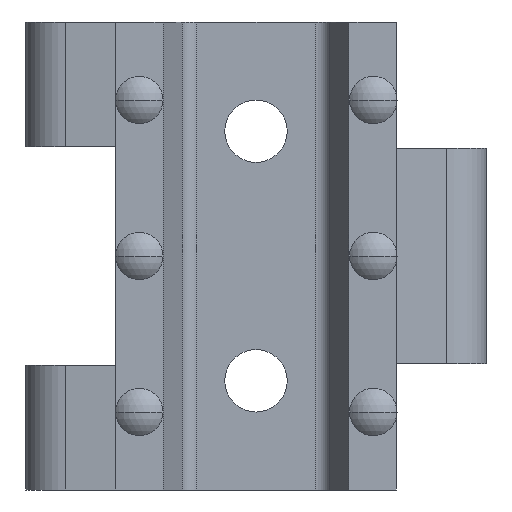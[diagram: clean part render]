
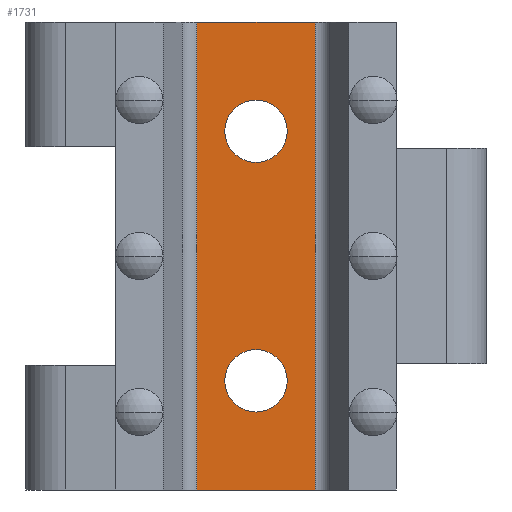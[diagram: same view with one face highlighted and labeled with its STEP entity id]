
A CAD part, front view. The second image highlights one B-rep face of the part: STEP entity #1731.
In plain terms, the highlighted planar face has unit normal (0, -1, 0).
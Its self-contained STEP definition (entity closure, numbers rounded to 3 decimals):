
#71 = CARTESIAN_POINT ( 'NONE',  ( 0., 1., -10. ) ) ;
#196 = VERTEX_POINT ( 'NONE', #1194 ) ;
#217 = DIRECTION ( 'NONE',  ( 0., 0., 1. ) ) ;
#249 = VECTOR ( 'NONE', #4718, 1000. ) ;
#282 = ORIENTED_EDGE ( 'NONE', *, *, #4465, .T. ) ;
#288 = CIRCLE ( 'NONE', #2113, 2. ) ;
#325 = ORIENTED_EDGE ( 'NONE', *, *, #2915, .T. ) ;
#420 = CARTESIAN_POINT ( 'NONE',  ( 3.8, 1., 15. ) ) ;
#500 = VECTOR ( 'NONE', #2634, 1000. ) ;
#539 = ORIENTED_EDGE ( 'NONE', *, *, #3188, .F. ) ;
#677 = VERTEX_POINT ( 'NONE', #3482 ) ;
#727 = ORIENTED_EDGE ( 'NONE', *, *, #1823, .F. ) ;
#1062 = CARTESIAN_POINT ( 'NONE',  ( 3.8, 1., 15. ) ) ;
#1184 = CARTESIAN_POINT ( 'NONE',  ( 3.8, 1., -15. ) ) ;
#1194 = CARTESIAN_POINT ( 'NONE',  ( -3.8, 1., -15. ) ) ;
#1229 = AXIS2_PLACEMENT_3D ( 'NONE', #5467, #2857, #217 ) ;
#1492 = LINE ( 'NONE', #2403, #4846 ) ;
#1690 = EDGE_CURVE ( 'NONE', #3664, #196, #3745, .T. ) ;
#1731 = ADVANCED_FACE ( 'NONE', ( #4088, #5256, #1907 ), #2554, .F. ) ;
#1747 = CIRCLE ( 'NONE', #1229, 2. ) ;
#1823 = EDGE_CURVE ( 'NONE', #4721, #196, #1492, .T. ) ;
#1907 = FACE_OUTER_BOUND ( 'NONE', #5485, .T. ) ;
#1933 = CARTESIAN_POINT ( 'NONE',  ( -4.5, 1., 0. ) ) ;
#2113 = AXIS2_PLACEMENT_3D ( 'NONE', #5054, #2431, #5489 ) ;
#2199 = CIRCLE ( 'NONE', #4306, 2. ) ;
#2231 = CARTESIAN_POINT ( 'NONE',  ( 0., 1., 10. ) ) ;
#2311 = CARTESIAN_POINT ( 'NONE',  ( -4.5, 1., 15. ) ) ;
#2337 = DIRECTION ( 'NONE',  ( 0., -1., 0. ) ) ;
#2361 = DIRECTION ( 'NONE',  ( 0., 0., 1. ) ) ;
#2389 = DIRECTION ( 'NONE',  ( 0., -1., 0. ) ) ;
#2403 = CARTESIAN_POINT ( 'NONE',  ( -4.5, 1., -15. ) ) ;
#2431 = DIRECTION ( 'NONE',  ( 0., -1., 0. ) ) ;
#2482 = EDGE_CURVE ( 'NONE', #4380, #677, #2199, .T. ) ;
#2539 = VERTEX_POINT ( 'NONE', #1062 ) ;
#2554 = PLANE ( 'NONE',  #3740 ) ;
#2634 = DIRECTION ( 'NONE',  ( 0., 0., 1. ) ) ;
#2635 = CARTESIAN_POINT ( 'NONE',  ( 0., 1., -6. ) ) ;
#2700 = EDGE_LOOP ( 'NONE', ( #539, #4928 ) ) ;
#2757 = DIRECTION ( 'NONE',  ( -1., 0., 0. ) ) ;
#2857 = DIRECTION ( 'NONE',  ( 0., -1., 0. ) ) ;
#2915 = EDGE_CURVE ( 'NONE', #4721, #2539, #3998, .T. ) ;
#3002 = VERTEX_POINT ( 'NONE', #71 ) ;
#3074 = ORIENTED_EDGE ( 'NONE', *, *, #4067, .F. ) ;
#3163 = EDGE_CURVE ( 'NONE', #5522, #3002, #1747, .T. ) ;
#3188 = EDGE_CURVE ( 'NONE', #3002, #5522, #288, .T. ) ;
#3365 = CARTESIAN_POINT ( 'NONE',  ( -3.8, 1., 15. ) ) ;
#3385 = LINE ( 'NONE', #2311, #4427 ) ;
#3482 = CARTESIAN_POINT ( 'NONE',  ( 0., 1., 6. ) ) ;
#3616 = CIRCLE ( 'NONE', #4022, 2. ) ;
#3664 = VERTEX_POINT ( 'NONE', #3365 ) ;
#3740 = AXIS2_PLACEMENT_3D ( 'NONE', #1933, #4982, #2361 ) ;
#3745 = LINE ( 'NONE', #4276, #249 ) ;
#3805 = ORIENTED_EDGE ( 'NONE', *, *, #1690, .T. ) ;
#3998 = LINE ( 'NONE', #420, #500 ) ;
#4022 = AXIS2_PLACEMENT_3D ( 'NONE', #5012, #2389, #5452 ) ;
#4067 = EDGE_CURVE ( 'NONE', #677, #4380, #3616, .T. ) ;
#4088 = FACE_BOUND ( 'NONE', #2700, .T. ) ;
#4276 = CARTESIAN_POINT ( 'NONE',  ( -3.8, 1., -15. ) ) ;
#4306 = AXIS2_PLACEMENT_3D ( 'NONE', #4952, #2337, #5396 ) ;
#4380 = VERTEX_POINT ( 'NONE', #2231 ) ;
#4427 = VECTOR ( 'NONE', #2757, 1000. ) ;
#4465 = EDGE_CURVE ( 'NONE', #2539, #3664, #3385, .T. ) ;
#4718 = DIRECTION ( 'NONE',  ( 0., 0., -1. ) ) ;
#4721 = VERTEX_POINT ( 'NONE', #1184 ) ;
#4846 = VECTOR ( 'NONE', #5027, 1000. ) ;
#4863 = ORIENTED_EDGE ( 'NONE', *, *, #2482, .F. ) ;
#4928 = ORIENTED_EDGE ( 'NONE', *, *, #3163, .F. ) ;
#4952 = CARTESIAN_POINT ( 'NONE',  ( 0., 1., 8. ) ) ;
#4960 = EDGE_LOOP ( 'NONE', ( #3074, #4863 ) ) ;
#4982 = DIRECTION ( 'NONE',  ( 0., 1., 0. ) ) ;
#5012 = CARTESIAN_POINT ( 'NONE',  ( 0., 1., 8. ) ) ;
#5027 = DIRECTION ( 'NONE',  ( -1., 0., 0. ) ) ;
#5054 = CARTESIAN_POINT ( 'NONE',  ( 0., 1., -8. ) ) ;
#5256 = FACE_BOUND ( 'NONE', #4960, .T. ) ;
#5396 = DIRECTION ( 'NONE',  ( 0., 0., -1. ) ) ;
#5452 = DIRECTION ( 'NONE',  ( 0., 0., -1. ) ) ;
#5467 = CARTESIAN_POINT ( 'NONE',  ( 0., 1., -8. ) ) ;
#5485 = EDGE_LOOP ( 'NONE', ( #727, #325, #282, #3805 ) ) ;
#5489 = DIRECTION ( 'NONE',  ( 0., 0., 1. ) ) ;
#5522 = VERTEX_POINT ( 'NONE', #2635 ) ;
